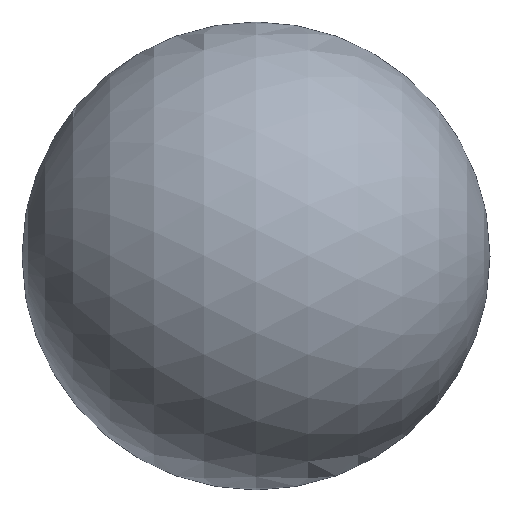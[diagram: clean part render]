
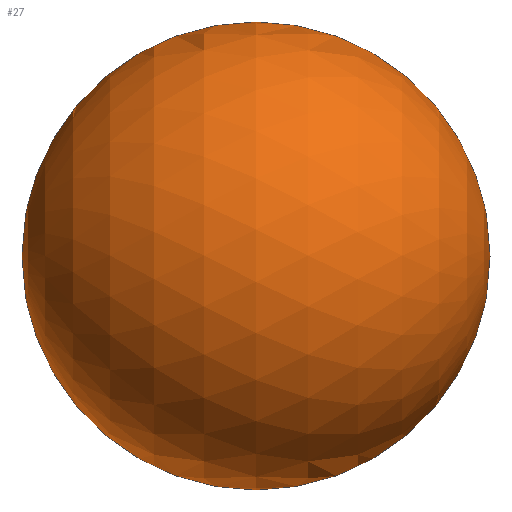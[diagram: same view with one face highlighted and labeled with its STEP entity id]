
A CAD part, top view. The second image highlights one B-rep face of the part: STEP entity #27.
In plain terms, the highlighted spherical face has radius 1.5 mm.
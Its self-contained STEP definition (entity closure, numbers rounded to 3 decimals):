
#2=CARTESIAN_POINT('',(0.,18.,0.));
#3=DIRECTION('',(0.,0.,1.));
#4=DIRECTION('',(1.,0.,0.));
#5=AXIS2_PLACEMENT_3D('',#2,#3,#4);
#7=CARTESIAN_POINT('',(0.,18.,0.));
#8=DIRECTION('',(0.,0.,-1.));
#9=DIRECTION('',(1.,0.,0.));
#10=AXIS2_PLACEMENT_3D('',#7,#8,#9);
#12=CARTESIAN_POINT('',(1.5,18.,0.));
#13=CARTESIAN_POINT('',(-1.5,18.,0.));
#14=VERTEX_POINT('',#12);
#15=VERTEX_POINT('',#13);
#16=CARTESIAN_POINT('',(0.,18.,0.));
#17=DIRECTION('',(1.,0.,0.));
#18=DIRECTION('',(0.,-1.,0.));
#19=AXIS2_PLACEMENT_3D('',#16,#17,#18);
#20=SPHERICAL_SURFACE('',#19,1.5);
#22=ORIENTED_EDGE('',*,*,#21,.F.);
#24=ORIENTED_EDGE('',*,*,#23,.T.);
#25=EDGE_LOOP('',(#22,#24));
#26=FACE_OUTER_BOUND('',#25,.F.);
#27=ADVANCED_FACE('',(#26),#20,.T.);
#6=CIRCLE('',#5,1.5);
#11=CIRCLE('',#10,1.5);
#21=EDGE_CURVE('',#14,#15,#6,.T.);
#23=EDGE_CURVE('',#14,#15,#11,.T.);
